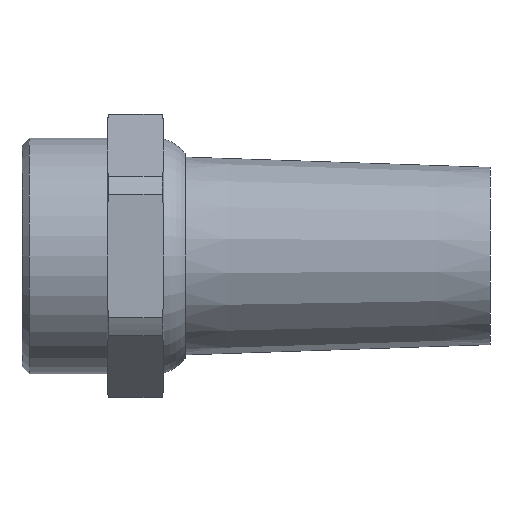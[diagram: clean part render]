
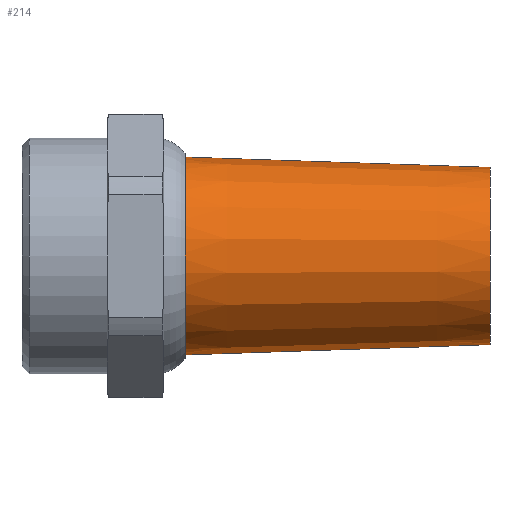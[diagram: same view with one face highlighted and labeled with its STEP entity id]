
A CAD part, front view. The second image highlights one B-rep face of the part: STEP entity #214.
In plain terms, the highlighted conical face has half-angle 1.931 degrees and reference radius 12.5 mm.
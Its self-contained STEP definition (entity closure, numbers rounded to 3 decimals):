
#116 = AXIS2_PLACEMENT_3D ( 'NONE', #1414, #178, #1194 ) ;
#178 = DIRECTION ( 'NONE',  ( -1., 0., 0. ) ) ;
#179 = CARTESIAN_POINT ( 'NONE',  ( 66., 0., 0. ) ) ;
#214 = ADVANCED_FACE ( 'NONE', ( #902 ), #699, .T. ) ;
#219 = VERTEX_POINT ( 'NONE', #627 ) ;
#257 = CIRCLE ( 'NONE', #441, 12.5 ) ;
#280 = DIRECTION ( 'NONE',  ( 0., 0., 1. ) ) ;
#345 = DIRECTION ( 'NONE',  ( -1., 0., 0. ) ) ;
#351 = CARTESIAN_POINT ( 'NONE',  ( 66., 0., -12.5 ) ) ;
#384 = CARTESIAN_POINT ( 'NONE',  ( 66., 0., -12.5 ) ) ;
#392 = EDGE_CURVE ( 'NONE', #554, #445, #257, .T. ) ;
#441 = AXIS2_PLACEMENT_3D ( 'NONE', #179, #503, #280 ) ;
#445 = VERTEX_POINT ( 'NONE', #1180 ) ;
#461 = ORIENTED_EDGE ( 'NONE', *, *, #922, .T. ) ;
#480 = VECTOR ( 'NONE', #1080, 1000. ) ;
#503 = DIRECTION ( 'NONE',  ( -1., 0., 0. ) ) ;
#540 = AXIS2_PLACEMENT_3D ( 'NONE', #1355, #345, #793 ) ;
#554 = VERTEX_POINT ( 'NONE', #351 ) ;
#612 = EDGE_CURVE ( 'NONE', #219, #821, #1073, .T. ) ;
#627 = CARTESIAN_POINT ( 'NONE',  ( 21.5, 0., -14. ) ) ;
#668 = VECTOR ( 'NONE', #1045, 1000. ) ;
#685 = ORIENTED_EDGE ( 'NONE', *, *, #612, .F. ) ;
#699 = CONICAL_SURFACE ( 'NONE', #540, 12.5, 0.034 ) ;
#705 = ORIENTED_EDGE ( 'NONE', *, *, #392, .T. ) ;
#793 = DIRECTION ( 'NONE',  ( 0., 0., 1. ) ) ;
#821 = VERTEX_POINT ( 'NONE', #828 ) ;
#828 = CARTESIAN_POINT ( 'NONE',  ( 21.5, 0., 14. ) ) ;
#902 = FACE_OUTER_BOUND ( 'NONE', #1098, .T. ) ;
#922 = EDGE_CURVE ( 'NONE', #445, #821, #970, .T. ) ;
#970 = LINE ( 'NONE', #1423, #480 ) ;
#983 = ORIENTED_EDGE ( 'NONE', *, *, #1280, .F. ) ;
#1045 = DIRECTION ( 'NONE',  ( -0.999, 0., -0.034 ) ) ;
#1073 = CIRCLE ( 'NONE', #116, 14. ) ;
#1080 = DIRECTION ( 'NONE',  ( -0.999, 0., 0.034 ) ) ;
#1098 = EDGE_LOOP ( 'NONE', ( #983, #705, #461, #685 ) ) ;
#1180 = CARTESIAN_POINT ( 'NONE',  ( 66., 0., 12.5 ) ) ;
#1194 = DIRECTION ( 'NONE',  ( 0., 0., 1. ) ) ;
#1280 = EDGE_CURVE ( 'NONE', #554, #219, #1314, .T. ) ;
#1314 = LINE ( 'NONE', #384, #668 ) ;
#1355 = CARTESIAN_POINT ( 'NONE',  ( 66., 0., 0. ) ) ;
#1414 = CARTESIAN_POINT ( 'NONE',  ( 21.5, 0., 0. ) ) ;
#1423 = CARTESIAN_POINT ( 'NONE',  ( 66., 0., 12.5 ) ) ;
